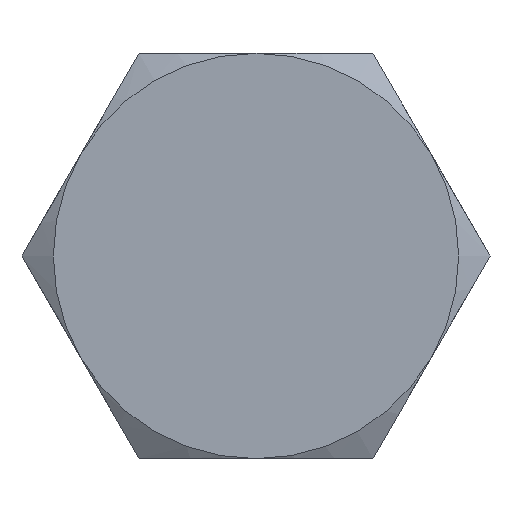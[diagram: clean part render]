
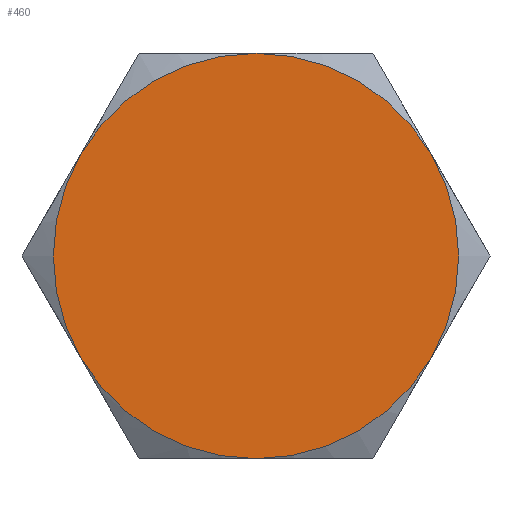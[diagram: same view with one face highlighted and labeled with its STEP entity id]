
A CAD part, left-side view. The second image highlights one B-rep face of the part: STEP entity #460.
In plain terms, the highlighted planar face has unit normal (-1, 0, 0).
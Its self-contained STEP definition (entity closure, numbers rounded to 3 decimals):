
#44 = DIRECTION ( 'NONE',  ( 0., 0., -1. ) ) ;
#90 = CARTESIAN_POINT ( 'NONE',  ( 0., 0., 0. ) ) ;
#96 = DIRECTION ( 'NONE',  ( 1., 0., 0. ) ) ;
#126 = CIRCLE ( 'NONE', #973, 9.5 ) ;
#128 = DIRECTION ( 'NONE',  ( 0., 0., -1. ) ) ;
#144 = CARTESIAN_POINT ( 'NONE',  ( 0., 8.227, 4.75 ) ) ;
#146 = ORIENTED_EDGE ( 'NONE', *, *, #1204, .F. ) ;
#180 = DIRECTION ( 'NONE',  ( 0., 0., 1. ) ) ;
#198 = CARTESIAN_POINT ( 'NONE',  ( 0., -8.227, -4.75 ) ) ;
#200 = VERTEX_POINT ( 'NONE', #686 ) ;
#258 = CARTESIAN_POINT ( 'NONE',  ( 0., 0., 9.5 ) ) ;
#271 = DIRECTION ( 'NONE',  ( 1., 0., 0. ) ) ;
#307 = CARTESIAN_POINT ( 'NONE',  ( 0., 0., 0. ) ) ;
#320 = VERTEX_POINT ( 'NONE', #258 ) ;
#351 = CARTESIAN_POINT ( 'NONE',  ( 0., 0., 0. ) ) ;
#378 = CIRCLE ( 'NONE', #976, 9.5 ) ;
#379 = ORIENTED_EDGE ( 'NONE', *, *, #1217, .F. ) ;
#382 = DIRECTION ( 'NONE',  ( 0., 0., -1. ) ) ;
#434 = ORIENTED_EDGE ( 'NONE', *, *, #1211, .T. ) ;
#438 = DIRECTION ( 'NONE',  ( 0., 0., -1. ) ) ;
#460 = ADVANCED_FACE ( 'NONE', ( #906 ), #1016, .F. ) ;
#481 = CARTESIAN_POINT ( 'NONE',  ( 0., 10.97, 0. ) ) ;
#489 = VERTEX_POINT ( 'NONE', #975 ) ;
#577 = DIRECTION ( 'NONE',  ( 1., 0., 0. ) ) ;
#592 = CIRCLE ( 'NONE', #980, 9.5 ) ;
#629 = CARTESIAN_POINT ( 'NONE',  ( 0., 0., 0. ) ) ;
#635 = VERTEX_POINT ( 'NONE', #144 ) ;
#661 = DIRECTION ( 'NONE',  ( 1., 0., 0. ) ) ;
#677 = CIRCLE ( 'NONE', #979, 9.5 ) ;
#686 = CARTESIAN_POINT ( 'NONE',  ( 0., -8.227, 4.75 ) ) ;
#715 = DIRECTION ( 'NONE',  ( -1., 0., 0. ) ) ;
#720 = DIRECTION ( 'NONE',  ( 0., 0., -1. ) ) ;
#734 = CARTESIAN_POINT ( 'NONE',  ( 0., 8.227, -4.75 ) ) ;
#759 = EDGE_LOOP ( 'NONE', ( #146, #379, #1141, #1175, #434, #1191 ) ) ;
#789 = VERTEX_POINT ( 'NONE', #734 ) ;
#798 = CARTESIAN_POINT ( 'NONE',  ( 0., 0., 0. ) ) ;
#825 = CIRCLE ( 'NONE', #977, 9.5 ) ;
#875 = DIRECTION ( 'NONE',  ( 0., 0., -1. ) ) ;
#903 = DIRECTION ( 'NONE',  ( 1., 0., 0. ) ) ;
#906 = FACE_OUTER_BOUND ( 'NONE', #759, .T. ) ;
#970 = AXIS2_PLACEMENT_3D ( 'NONE', #798, #271, #875 ) ;
#973 = AXIS2_PLACEMENT_3D ( 'NONE', #629, #96, #720 ) ;
#974 = DIRECTION ( 'NONE',  ( 1., 0., 0. ) ) ;
#975 = CARTESIAN_POINT ( 'NONE',  ( 0., 0., -9.5 ) ) ;
#976 = AXIS2_PLACEMENT_3D ( 'NONE', #351, #974, #438 ) ;
#977 = AXIS2_PLACEMENT_3D ( 'NONE', #90, #715, #180 ) ;
#979 = AXIS2_PLACEMENT_3D ( 'NONE', #1152, #577, #44 ) ;
#980 = AXIS2_PLACEMENT_3D ( 'NONE', #307, #903, #382 ) ;
#1016 = PLANE ( 'NONE',  #1116 ) ;
#1055 = CIRCLE ( 'NONE', #970, 9.5 ) ;
#1116 = AXIS2_PLACEMENT_3D ( 'NONE', #481, #661, #128 ) ;
#1141 = ORIENTED_EDGE ( 'NONE', *, *, #1213, .F. ) ;
#1152 = CARTESIAN_POINT ( 'NONE',  ( 0., 0., 0. ) ) ;
#1160 = VERTEX_POINT ( 'NONE', #198 ) ;
#1175 = ORIENTED_EDGE ( 'NONE', *, *, #1212, .F. ) ;
#1191 = ORIENTED_EDGE ( 'NONE', *, *, #1209, .F. ) ;
#1204 = EDGE_CURVE ( 'NONE', #489, #789, #592, .T. ) ;
#1209 = EDGE_CURVE ( 'NONE', #789, #635, #677, .T. ) ;
#1211 = EDGE_CURVE ( 'NONE', #320, #635, #825, .T. ) ;
#1212 = EDGE_CURVE ( 'NONE', #320, #200, #378, .T. ) ;
#1213 = EDGE_CURVE ( 'NONE', #200, #1160, #126, .T. ) ;
#1217 = EDGE_CURVE ( 'NONE', #1160, #489, #1055, .T. ) ;
